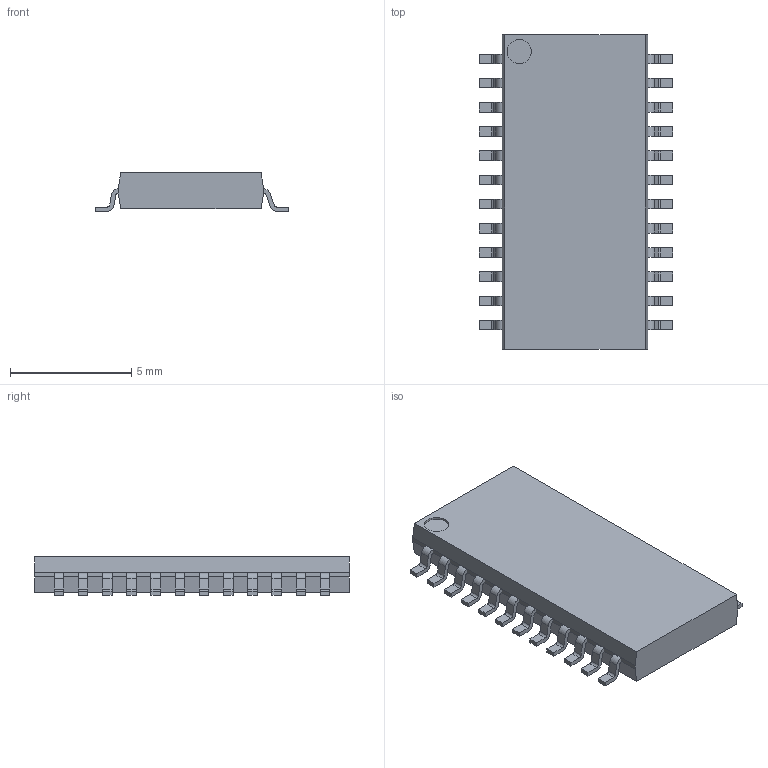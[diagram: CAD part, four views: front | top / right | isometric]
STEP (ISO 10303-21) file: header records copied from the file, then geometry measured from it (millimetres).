
FILE_DESCRIPTION(('FreeCAD Model'),'2;1');
FILE_NAME('Part_cp.step','2020-04-10T16:31:24',('kicad StepUp'),('ksu MCAD'), 'Open CASCADE STEP processor 7.3','FreeCAD','Unknown');
FILE_SCHEMA(('AUTOMOTIVE_DESIGN { 1 0 10303 214 1 1 1 1 }'));
Length unit declared in the file: millimetre
Products named in the file (1): Part_cp
Bounding box: 8 x 13 x 1.6 mm (x, y, z)
Volume: 123 mm3; surface area: 335 mm2
Topology: 13 solids, 13 shells, 276 faces, 747 edges, 498 vertices
Faces by surface type: plane 179, cylinder 97
Full cylindrical faces by diameter (mm): 1 x1
Entity records: 10606 total; most frequent: CARTESIAN_POINT 1522, DIRECTION 1495, ORIENTED_EDGE 1494, EDGE_CURVE 747, LINE 553, VECTOR 553, VERTEX_POINT 498, AXIS2_PLACEMENT_3D 471
